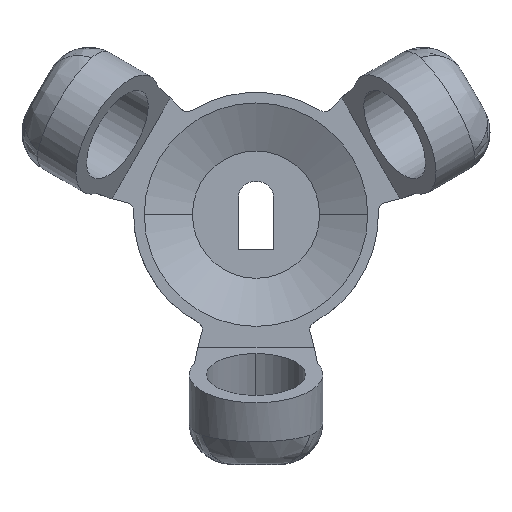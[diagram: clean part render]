
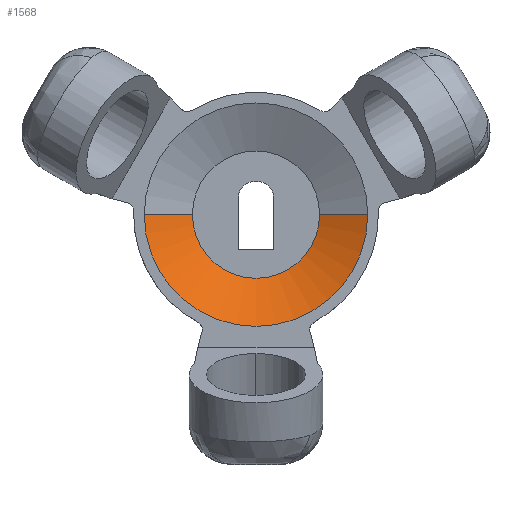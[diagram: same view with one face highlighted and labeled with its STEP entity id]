
A CAD part, top view. The second image highlights one B-rep face of the part: STEP entity #1568.
In plain terms, the highlighted free-form (B-spline) face has degree [1, 3] with [2, 4] control points.
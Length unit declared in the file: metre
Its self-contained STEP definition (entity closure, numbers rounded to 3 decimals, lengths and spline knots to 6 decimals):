
#328=(
BOUNDED_CURVE()
B_SPLINE_CURVE(1,(#1841,#1842),.UNSPECIFIED.,.F.,.F.)
B_SPLINE_CURVE_WITH_KNOTS((2,2),(0.,1.),.PIECEWISE_BEZIER_KNOTS.)
CURVE()
GEOMETRIC_REPRESENTATION_ITEM()
RATIONAL_B_SPLINE_CURVE((1.,1.))
REPRESENTATION_ITEM('')
);
#329=(
BOUNDED_CURVE()
B_SPLINE_CURVE(1,(#1846,#1847),.UNSPECIFIED.,.F.,.F.)
B_SPLINE_CURVE_WITH_KNOTS((2,2),(0.,1.),.PIECEWISE_BEZIER_KNOTS.)
CURVE()
GEOMETRIC_REPRESENTATION_ITEM()
RATIONAL_B_SPLINE_CURVE((1.,1.))
REPRESENTATION_ITEM('')
);
#835=ORIENTED_EDGE('',*,*,#840,.F.);
#836=ORIENTED_EDGE('',*,*,#859,.F.);
#837=ORIENTED_EDGE('',*,*,#842,.T.);
#838=ORIENTED_EDGE('',*,*,#987,.F.);
#840=EDGE_CURVE('',#1090,#1092,#328,.T.);
#842=EDGE_CURVE('',#1091,#1093,#329,.T.);
#859=EDGE_CURVE('',#1091,#1090,#1284,.T.);
#987=EDGE_CURVE('',#1092,#1093,#1306,.T.);
#1090=VERTEX_POINT('',#1839);
#1091=VERTEX_POINT('',#1840);
#1092=VERTEX_POINT('',#1843);
#1093=VERTEX_POINT('',#1845);
#1284=CIRCLE('',#1592,0.014279);
#1306=CIRCLE('',#1633,0.008128);
#1393=EDGE_LOOP('',(#835,#836,#837,#838));
#1472=FACE_BOUND('',#1393,.T.);
#1495=(
BOUNDED_SURFACE()
B_SPLINE_SURFACE(1,3,((#11100,#11101,#11102,#11103),(#11104,#11105,#11106,
#11107)),.CONICAL_SURF.,.F.,.F.,.F.)
B_SPLINE_SURFACE_WITH_KNOTS((2,2),(4,4),(0.021084,0.442764),
(0.5,1.),.PIECEWISE_BEZIER_KNOTS.)
GEOMETRIC_REPRESENTATION_ITEM()
RATIONAL_B_SPLINE_SURFACE(((1.,0.333,0.333,1.),
(1.,0.333,0.333,1.)))
REPRESENTATION_ITEM('')
SURFACE()
);
#1568=ADVANCED_FACE('',(#1472),#1495,.F.);
#1592=AXIS2_PLACEMENT_3D('',#1926,#1664,#1665);
#1633=AXIS2_PLACEMENT_3D('',#2650,#1784,#1785);
#1664=DIRECTION('',(0.,0.,-1.));
#1665=DIRECTION('',(-1.,0.,0.));
#1784=DIRECTION('',(0.,0.,1.));
#1785=DIRECTION('',(1.,0.,0.));
#1839=CARTESIAN_POINT('',(-0.014279,-0.01111,0.0335));
#1840=CARTESIAN_POINT('',(0.014279,-0.01111,0.0335));
#1841=CARTESIAN_POINT('',(-0.014587,-0.01111,0.03365));
#1842=CARTESIAN_POINT('',(0.,-0.01111,0.026536));
#1843=CARTESIAN_POINT('',(-0.008128,-0.01111,0.0305));
#1845=CARTESIAN_POINT('',(0.008128,-0.01111,0.0305));
#1846=CARTESIAN_POINT('',(0.014587,-0.01111,0.03365));
#1847=CARTESIAN_POINT('',(0.,-0.01111,0.026536));
#1926=CARTESIAN_POINT('',(0.,-0.01111,0.0335));
#2650=CARTESIAN_POINT('',(0.,-0.01111,0.0305));
#11100=CARTESIAN_POINT('',(-0.014279,-0.01111,0.0335));
#11101=CARTESIAN_POINT('',(-0.014279,-0.039669,0.0335));
#11102=CARTESIAN_POINT('',(0.014279,-0.039669,0.0335));
#11103=CARTESIAN_POINT('',(0.014279,-0.01111,0.0335));
#11104=CARTESIAN_POINT('',(-0.008128,-0.01111,0.0305));
#11105=CARTESIAN_POINT('',(-0.008128,-0.027367,0.0305));
#11106=CARTESIAN_POINT('',(0.008128,-0.027367,0.0305));
#11107=CARTESIAN_POINT('',(0.008128,-0.01111,0.0305));
